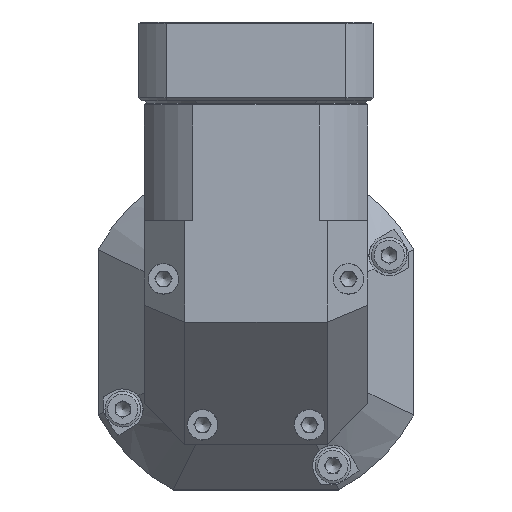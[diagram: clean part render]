
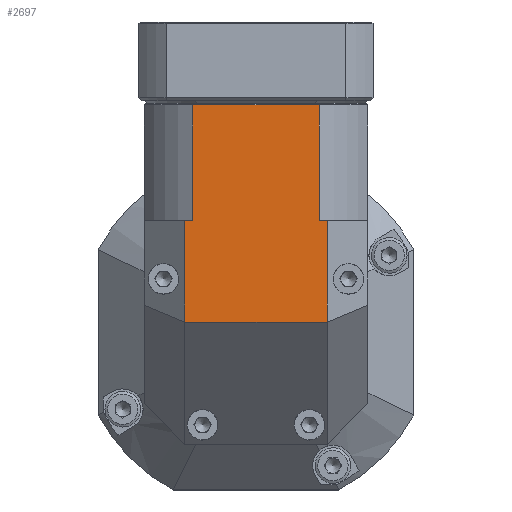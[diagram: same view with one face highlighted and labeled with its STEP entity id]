
A CAD part, front view. The second image highlights one B-rep face of the part: STEP entity #2697.
In plain terms, the highlighted planar face has unit normal (0, -1, 0).
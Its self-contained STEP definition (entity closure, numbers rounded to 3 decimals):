
#2626=CARTESIAN_POINT('',(-22.0,-22.,45.));
#2627=DIRECTION('',(0.0,-1.0,0.0));
#2628=DIRECTION('',(0.0,0.0,-1.0));
#2629=AXIS2_PLACEMENT_3D('',#2626,#2627,#2628);
#2630=PLANE('',#2629);
#2631=CARTESIAN_POINT('',(12.392,-22.0,22.));
#2632=VERTEX_POINT('',#2631);
#2633=CARTESIAN_POINT('',(12.392,-22.0,44.7));
#2634=VERTEX_POINT('',#2633);
#2635=CARTESIAN_POINT('',(12.392,-22.0,22.));
#2636=DIRECTION('',(0.0,0.0,1.0));
#2637=VECTOR('',#2636,22.7);
#2638=LINE('',#2635,#2637);
#2639=EDGE_CURVE('',#2632,#2634,#2638,.T.);
#2640=ORIENTED_EDGE('',*,*,#2639,.T.);
#2641=CARTESIAN_POINT('',(-12.392,-22.0,44.7));
#2642=VERTEX_POINT('',#2641);
#2643=CARTESIAN_POINT('',(12.392,-22.,44.7));
#2644=DIRECTION('',(-1.0,0.0,0.0));
#2645=VECTOR('',#2644,24.784);
#2646=LINE('',#2643,#2645);
#2647=EDGE_CURVE('',#2634,#2642,#2646,.T.);
#2648=ORIENTED_EDGE('',*,*,#2647,.T.);
#2649=CARTESIAN_POINT('',(-12.392,-22.0,22.));
#2650=VERTEX_POINT('',#2649);
#2651=CARTESIAN_POINT('',(-12.392,-22.0,22.));
#2652=DIRECTION('',(0.0,0.0,1.0));
#2653=VECTOR('',#2652,22.7);
#2654=LINE('',#2651,#2653);
#2655=EDGE_CURVE('',#2650,#2642,#2654,.T.);
#2656=ORIENTED_EDGE('',*,*,#2655,.F.);
#2657=CARTESIAN_POINT('',(-14.,-22.,22.));
#2658=VERTEX_POINT('',#2657);
#2659=CARTESIAN_POINT('',(-12.392,-22.0,22.));
#2660=DIRECTION('',(-1.0,0.0,0.0));
#2661=VECTOR('',#2660,1.608);
#2662=LINE('',#2659,#2661);
#2663=EDGE_CURVE('',#2650,#2658,#2662,.T.);
#2664=ORIENTED_EDGE('',*,*,#2663,.T.);
#2665=CARTESIAN_POINT('',(-14.,-22.0,2.));
#2666=VERTEX_POINT('',#2665);
#2667=CARTESIAN_POINT('',(-14.,-22.0,22.));
#2668=DIRECTION('',(0.0,0.0,-1.0));
#2669=VECTOR('',#2668,20.);
#2670=LINE('',#2667,#2669);
#2671=EDGE_CURVE('',#2658,#2666,#2670,.T.);
#2672=ORIENTED_EDGE('',*,*,#2671,.T.);
#2673=CARTESIAN_POINT('',(14.,-22.0,2.));
#2674=VERTEX_POINT('',#2673);
#2675=CARTESIAN_POINT('',(-14.,-22.0,2.));
#2676=DIRECTION('',(1.0,0.0,0.0));
#2677=VECTOR('',#2676,28.);
#2678=LINE('',#2675,#2677);
#2679=EDGE_CURVE('',#2666,#2674,#2678,.T.);
#2680=ORIENTED_EDGE('',*,*,#2679,.T.);
#2681=CARTESIAN_POINT('',(14.,-22.,22.));
#2682=VERTEX_POINT('',#2681);
#2683=CARTESIAN_POINT('',(14.,-22.,2.));
#2684=DIRECTION('',(0.0,0.0,1.0));
#2685=VECTOR('',#2684,20.);
#2686=LINE('',#2683,#2685);
#2687=EDGE_CURVE('',#2674,#2682,#2686,.T.);
#2688=ORIENTED_EDGE('',*,*,#2687,.T.);
#2689=CARTESIAN_POINT('',(14.,-22.0,22.));
#2690=DIRECTION('',(-1.0,0.0,0.0));
#2691=VECTOR('',#2690,1.608);
#2692=LINE('',#2689,#2691);
#2693=EDGE_CURVE('',#2682,#2632,#2692,.T.);
#2694=ORIENTED_EDGE('',*,*,#2693,.T.);
#2695=EDGE_LOOP('',(#2640,#2648,#2656,#2664,#2672,#2680,#2688,#2694));
#2696=FACE_OUTER_BOUND('',#2695,.T.);
#2697=ADVANCED_FACE('',(#2696),#2630,.T.);
